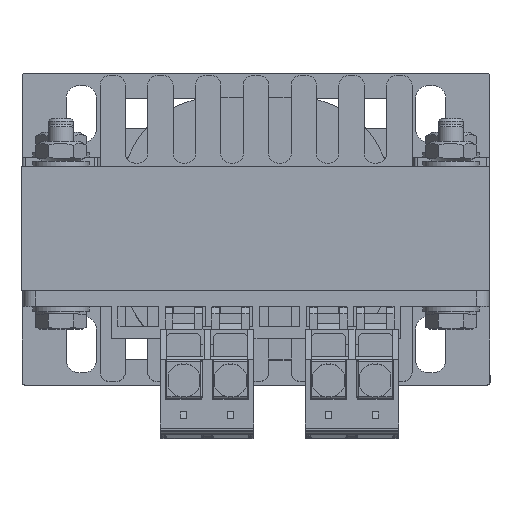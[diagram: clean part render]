
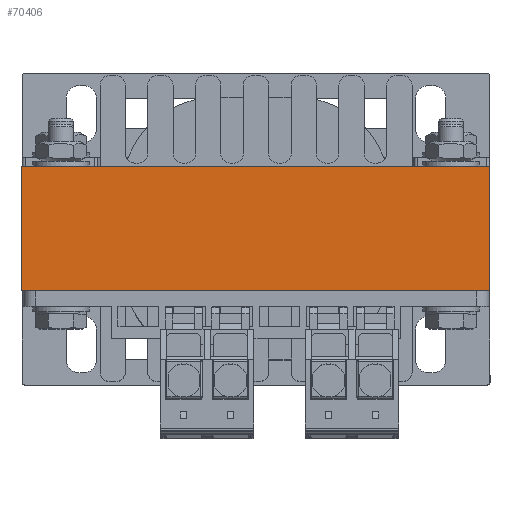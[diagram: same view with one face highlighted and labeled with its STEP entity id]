
A CAD part, top view. The second image highlights one B-rep face of the part: STEP entity #70406.
In plain terms, the highlighted planar face has unit normal (0, 0, 1).
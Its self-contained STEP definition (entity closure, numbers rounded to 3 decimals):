
#2759=PLANE('',#74350);
#5719=FACE_OUTER_BOUND('',#9391,.T.);
#9391=EDGE_LOOP('',(#49296,#49297,#49298,#49299));
#13244=LINE('',#97901,#22164);
#13246=LINE('',#97905,#22166);
#13247=LINE('',#97907,#22167);
#13248=LINE('',#97908,#22168);
#22164=VECTOR('',#79263,1.);
#22166=VECTOR('',#79267,1.);
#22167=VECTOR('',#79268,1.);
#22168=VECTOR('',#79269,1.);
#32224=VERTEX_POINT('',#97898);
#32225=VERTEX_POINT('',#97900);
#32226=VERTEX_POINT('',#97904);
#32227=VERTEX_POINT('',#97906);
#38964=EDGE_CURVE('',#32225,#32224,#13244,.T.);
#38966=EDGE_CURVE('',#32224,#32226,#13246,.T.);
#38967=EDGE_CURVE('',#32227,#32226,#13247,.T.);
#38968=EDGE_CURVE('',#32227,#32225,#13248,.T.);
#49296=ORIENTED_EDGE('',*,*,#38966,.T.);
#49297=ORIENTED_EDGE('',*,*,#38967,.F.);
#49298=ORIENTED_EDGE('',*,*,#38968,.T.);
#49299=ORIENTED_EDGE('',*,*,#38964,.T.);
#70406=ADVANCED_FACE('',(#5719),#2759,.T.);
#74350=AXIS2_PLACEMENT_3D('',#97903,#79265,#79266);
#79263=DIRECTION('',(0.,-1.,0.));
#79265=DIRECTION('center_axis',(0.,0.,1.));
#79266=DIRECTION('ref_axis',(0.,-1.,0.));
#79267=DIRECTION('',(1.,0.,0.));
#79268=DIRECTION('',(0.,-1.,0.));
#79269=DIRECTION('',(-1.,0.,0.));
#97898=CARTESIAN_POINT('',(792.517,1686.593,41.25));
#97900=CARTESIAN_POINT('',(792.517,1706.593,41.25));
#97901=CARTESIAN_POINT('',(792.517,1706.593,41.25));
#97903=CARTESIAN_POINT('Origin',(792.517,1706.593,41.25));
#97904=CARTESIAN_POINT('',(867.517,1686.593,41.25));
#97905=CARTESIAN_POINT('',(867.517,1686.593,41.25));
#97906=CARTESIAN_POINT('',(867.517,1706.593,41.25));
#97907=CARTESIAN_POINT('',(867.517,1706.593,41.25));
#97908=CARTESIAN_POINT('',(867.517,1706.593,41.25));
